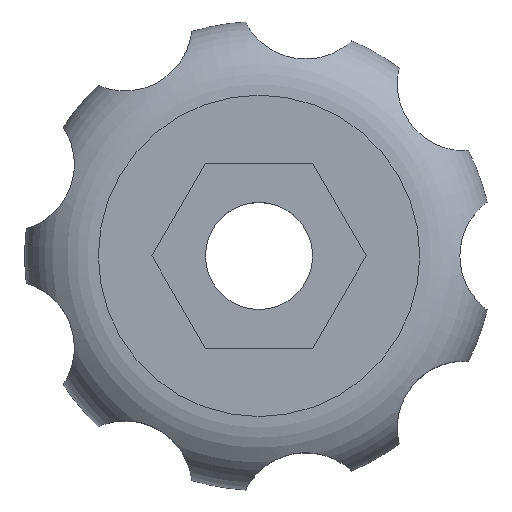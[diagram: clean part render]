
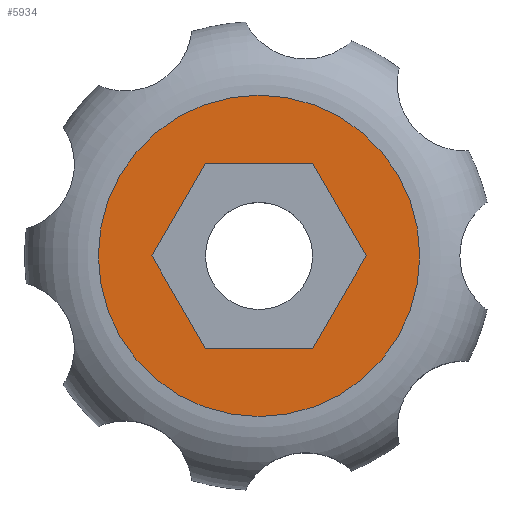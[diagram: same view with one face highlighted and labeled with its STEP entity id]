
A CAD part, top view. The second image highlights one B-rep face of the part: STEP entity #5934.
In plain terms, the highlighted planar face has unit normal (0, 0, 1).
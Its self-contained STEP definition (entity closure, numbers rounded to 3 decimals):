
#100 = TOROIDAL_SURFACE('',#101,4.8,2.2);
#101 = AXIS2_PLACEMENT_3D('',#102,#103,#104);
#102 = CARTESIAN_POINT('',(0.,0.,30.3));
#103 = DIRECTION('',(0.,0.,1.));
#104 = DIRECTION('',(1.,0.,0.));
#3261 = VERTEX_POINT('',#3262);
#3262 = CARTESIAN_POINT('',(4.8,0.,32.5));
#3282 = EDGE_CURVE('',#3261,#3261,#3283,.T.);
#3283 = SURFACE_CURVE('',#3284,(#3289,#3296),.PCURVE_S1.);
#3284 = CIRCLE('',#3285,4.8);
#3285 = AXIS2_PLACEMENT_3D('',#3286,#3287,#3288);
#3286 = CARTESIAN_POINT('',(0.,0.,32.5));
#3287 = DIRECTION('',(0.,0.,1.));
#3288 = DIRECTION('',(1.,0.,0.));
#3289 = PCURVE('',#100,#3290);
#3290 = DEFINITIONAL_REPRESENTATION('',(#3291),#3295);
#3291 = LINE('',#3292,#3293);
#3292 = CARTESIAN_POINT('',(0.,1.571));
#3293 = VECTOR('',#3294,1.);
#3294 = DIRECTION('',(1.,0.));
#3295 = ( GEOMETRIC_REPRESENTATION_CONTEXT(2) 
PARAMETRIC_REPRESENTATION_CONTEXT() REPRESENTATION_CONTEXT('2D SPACE',''
  ) );
#3296 = PCURVE('',#3297,#3302);
#3297 = PLANE('',#3298);
#3298 = AXIS2_PLACEMENT_3D('',#3299,#3300,#3301);
#3299 = CARTESIAN_POINT('',(0.,0.,32.5));
#3300 = DIRECTION('',(0.,0.,1.));
#3301 = DIRECTION('',(1.,0.,0.));
#3302 = DEFINITIONAL_REPRESENTATION('',(#3303),#3307);
#3303 = CIRCLE('',#3304,4.8);
#3304 = AXIS2_PLACEMENT_2D('',#3305,#3306);
#3305 = CARTESIAN_POINT('',(0.,0.));
#3306 = DIRECTION('',(1.,0.));
#3307 = ( GEOMETRIC_REPRESENTATION_CONTEXT(2) 
PARAMETRIC_REPRESENTATION_CONTEXT() REPRESENTATION_CONTEXT('2D SPACE',''
  ) );
#5934 = ADVANCED_FACE('',(#5935,#5938),#3297,.T.);
#5935 = FACE_BOUND('',#5936,.T.);
#5936 = EDGE_LOOP('',(#5937));
#5937 = ORIENTED_EDGE('',*,*,#3282,.T.);
#5938 = FACE_BOUND('',#5939,.T.);
#5939 = EDGE_LOOP('',(#5940,#5968,#5994,#6020,#6046,#6072));
#5940 = ORIENTED_EDGE('',*,*,#5941,.T.);
#5941 = EDGE_CURVE('',#5942,#5944,#5946,.T.);
#5942 = VERTEX_POINT('',#5943);
#5943 = CARTESIAN_POINT('',(-1.6,2.771,32.5));
#5944 = VERTEX_POINT('',#5945);
#5945 = CARTESIAN_POINT('',(1.6,2.771,32.5));
#5946 = SURFACE_CURVE('',#5947,(#5951,#5957),.PCURVE_S1.);
#5947 = LINE('',#5948,#5949);
#5948 = CARTESIAN_POINT('',(0.8,2.771,32.5));
#5949 = VECTOR('',#5950,1.);
#5950 = DIRECTION('',(1.,0.,0.));
#5951 = PCURVE('',#3297,#5952);
#5952 = DEFINITIONAL_REPRESENTATION('',(#5953),#5956);
#5953 = B_SPLINE_CURVE_WITH_KNOTS('',1,(#5954,#5955),.UNSPECIFIED.,.F.,
  .F.,(2,2),(-2.72,1.12),.PIECEWISE_BEZIER_KNOTS.);
#5954 = CARTESIAN_POINT('',(-1.92,2.771));
#5955 = CARTESIAN_POINT('',(1.92,2.771));
#5956 = ( GEOMETRIC_REPRESENTATION_CONTEXT(2) 
PARAMETRIC_REPRESENTATION_CONTEXT() REPRESENTATION_CONTEXT('2D SPACE',''
  ) );
#5957 = PCURVE('',#5958,#5963);
#5958 = PLANE('',#5959);
#5959 = AXIS2_PLACEMENT_3D('',#5960,#5961,#5962);
#5960 = CARTESIAN_POINT('',(1.6,2.771,31.));
#5961 = DIRECTION('',(0.,-1.,0.));
#5962 = DIRECTION('',(-1.,0.,0.));
#5963 = DEFINITIONAL_REPRESENTATION('',(#5964),#5967);
#5964 = B_SPLINE_CURVE_WITH_KNOTS('',1,(#5965,#5966),.UNSPECIFIED.,.F.,
  .F.,(2,2),(-2.72,1.12),.PIECEWISE_BEZIER_KNOTS.);
#5965 = CARTESIAN_POINT('',(3.52,-1.5));
#5966 = CARTESIAN_POINT('',(-0.32,-1.5));
#5967 = ( GEOMETRIC_REPRESENTATION_CONTEXT(2) 
PARAMETRIC_REPRESENTATION_CONTEXT() REPRESENTATION_CONTEXT('2D SPACE',''
  ) );
#5968 = ORIENTED_EDGE('',*,*,#5969,.T.);
#5969 = EDGE_CURVE('',#5944,#5970,#5972,.T.);
#5970 = VERTEX_POINT('',#5971);
#5971 = CARTESIAN_POINT('',(3.2,0.,32.5));
#5972 = SURFACE_CURVE('',#5973,(#5977,#5983),.PCURVE_S1.);
#5973 = LINE('',#5974,#5975);
#5974 = CARTESIAN_POINT('',(2.8,0.693,32.5));
#5975 = VECTOR('',#5976,1.);
#5976 = DIRECTION('',(0.5,-0.866,0.));
#5977 = PCURVE('',#3297,#5978);
#5978 = DEFINITIONAL_REPRESENTATION('',(#5979),#5982);
#5979 = B_SPLINE_CURVE_WITH_KNOTS('',1,(#5980,#5981),.UNSPECIFIED.,.F.,
  .F.,(2,2),(-2.72,1.12),.PIECEWISE_BEZIER_KNOTS.);
#5980 = CARTESIAN_POINT('',(1.44,3.048));
#5981 = CARTESIAN_POINT('',(3.36,-0.277));
#5982 = ( GEOMETRIC_REPRESENTATION_CONTEXT(2) 
PARAMETRIC_REPRESENTATION_CONTEXT() REPRESENTATION_CONTEXT('2D SPACE',''
  ) );
#5983 = PCURVE('',#5984,#5989);
#5984 = PLANE('',#5985);
#5985 = AXIS2_PLACEMENT_3D('',#5986,#5987,#5988);
#5986 = CARTESIAN_POINT('',(3.2,0.,31.));
#5987 = DIRECTION('',(-0.866,-0.5,0.));
#5988 = DIRECTION('',(-0.5,0.866,0.));
#5989 = DEFINITIONAL_REPRESENTATION('',(#5990),#5993);
#5990 = B_SPLINE_CURVE_WITH_KNOTS('',1,(#5991,#5992),.UNSPECIFIED.,.F.,
  .F.,(2,2),(-2.72,1.12),.PIECEWISE_BEZIER_KNOTS.);
#5991 = CARTESIAN_POINT('',(3.52,-1.5));
#5992 = CARTESIAN_POINT('',(-0.32,-1.5));
#5993 = ( GEOMETRIC_REPRESENTATION_CONTEXT(2) 
PARAMETRIC_REPRESENTATION_CONTEXT() REPRESENTATION_CONTEXT('2D SPACE',''
  ) );
#5994 = ORIENTED_EDGE('',*,*,#5995,.T.);
#5995 = EDGE_CURVE('',#5970,#5996,#5998,.T.);
#5996 = VERTEX_POINT('',#5997);
#5997 = CARTESIAN_POINT('',(1.6,-2.771,32.5));
#5998 = SURFACE_CURVE('',#5999,(#6003,#6009),.PCURVE_S1.);
#5999 = LINE('',#6000,#6001);
#6000 = CARTESIAN_POINT('',(2.,-2.078,32.5));
#6001 = VECTOR('',#6002,1.);
#6002 = DIRECTION('',(-0.5,-0.866,0.));
#6003 = PCURVE('',#3297,#6004);
#6004 = DEFINITIONAL_REPRESENTATION('',(#6005),#6008);
#6005 = B_SPLINE_CURVE_WITH_KNOTS('',1,(#6006,#6007),.UNSPECIFIED.,.F.,
  .F.,(2,2),(-2.72,1.12),.PIECEWISE_BEZIER_KNOTS.);
#6006 = CARTESIAN_POINT('',(3.36,0.277));
#6007 = CARTESIAN_POINT('',(1.44,-3.048));
#6008 = ( GEOMETRIC_REPRESENTATION_CONTEXT(2) 
PARAMETRIC_REPRESENTATION_CONTEXT() REPRESENTATION_CONTEXT('2D SPACE',''
  ) );
#6009 = PCURVE('',#6010,#6015);
#6010 = PLANE('',#6011);
#6011 = AXIS2_PLACEMENT_3D('',#6012,#6013,#6014);
#6012 = CARTESIAN_POINT('',(1.6,-2.771,31.));
#6013 = DIRECTION('',(-0.866,0.5,0.));
#6014 = DIRECTION('',(0.5,0.866,0.));
#6015 = DEFINITIONAL_REPRESENTATION('',(#6016),#6019);
#6016 = B_SPLINE_CURVE_WITH_KNOTS('',1,(#6017,#6018),.UNSPECIFIED.,.F.,
  .F.,(2,2),(-2.72,1.12),.PIECEWISE_BEZIER_KNOTS.);
#6017 = CARTESIAN_POINT('',(3.52,-1.5));
#6018 = CARTESIAN_POINT('',(-0.32,-1.5));
#6019 = ( GEOMETRIC_REPRESENTATION_CONTEXT(2) 
PARAMETRIC_REPRESENTATION_CONTEXT() REPRESENTATION_CONTEXT('2D SPACE',''
  ) );
#6020 = ORIENTED_EDGE('',*,*,#6021,.T.);
#6021 = EDGE_CURVE('',#5996,#6022,#6024,.T.);
#6022 = VERTEX_POINT('',#6023);
#6023 = CARTESIAN_POINT('',(-1.6,-2.771,32.5));
#6024 = SURFACE_CURVE('',#6025,(#6029,#6035),.PCURVE_S1.);
#6025 = LINE('',#6026,#6027);
#6026 = CARTESIAN_POINT('',(-0.8,-2.771,32.5));
#6027 = VECTOR('',#6028,1.);
#6028 = DIRECTION('',(-1.,0.,0.));
#6029 = PCURVE('',#3297,#6030);
#6030 = DEFINITIONAL_REPRESENTATION('',(#6031),#6034);
#6031 = B_SPLINE_CURVE_WITH_KNOTS('',1,(#6032,#6033),.UNSPECIFIED.,.F.,
  .F.,(2,2),(-2.72,1.12),.PIECEWISE_BEZIER_KNOTS.);
#6032 = CARTESIAN_POINT('',(1.92,-2.771));
#6033 = CARTESIAN_POINT('',(-1.92,-2.771));
#6034 = ( GEOMETRIC_REPRESENTATION_CONTEXT(2) 
PARAMETRIC_REPRESENTATION_CONTEXT() REPRESENTATION_CONTEXT('2D SPACE',''
  ) );
#6035 = PCURVE('',#6036,#6041);
#6036 = PLANE('',#6037);
#6037 = AXIS2_PLACEMENT_3D('',#6038,#6039,#6040);
#6038 = CARTESIAN_POINT('',(-1.6,-2.771,31.));
#6039 = DIRECTION('',(0.,1.,0.));
#6040 = DIRECTION('',(1.,0.,0.));
#6041 = DEFINITIONAL_REPRESENTATION('',(#6042),#6045);
#6042 = B_SPLINE_CURVE_WITH_KNOTS('',1,(#6043,#6044),.UNSPECIFIED.,.F.,
  .F.,(2,2),(-2.72,1.12),.PIECEWISE_BEZIER_KNOTS.);
#6043 = CARTESIAN_POINT('',(3.52,-1.5));
#6044 = CARTESIAN_POINT('',(-0.32,-1.5));
#6045 = ( GEOMETRIC_REPRESENTATION_CONTEXT(2) 
PARAMETRIC_REPRESENTATION_CONTEXT() REPRESENTATION_CONTEXT('2D SPACE',''
  ) );
#6046 = ORIENTED_EDGE('',*,*,#6047,.T.);
#6047 = EDGE_CURVE('',#6022,#6048,#6050,.T.);
#6048 = VERTEX_POINT('',#6049);
#6049 = CARTESIAN_POINT('',(-3.2,0.,32.5));
#6050 = SURFACE_CURVE('',#6051,(#6055,#6061),.PCURVE_S1.);
#6051 = LINE('',#6052,#6053);
#6052 = CARTESIAN_POINT('',(-2.8,-0.693,32.5));
#6053 = VECTOR('',#6054,1.);
#6054 = DIRECTION('',(-0.5,0.866,0.));
#6055 = PCURVE('',#3297,#6056);
#6056 = DEFINITIONAL_REPRESENTATION('',(#6057),#6060);
#6057 = B_SPLINE_CURVE_WITH_KNOTS('',1,(#6058,#6059),.UNSPECIFIED.,.F.,
  .F.,(2,2),(-2.72,1.12),.PIECEWISE_BEZIER_KNOTS.);
#6058 = CARTESIAN_POINT('',(-1.44,-3.048));
#6059 = CARTESIAN_POINT('',(-3.36,0.277));
#6060 = ( GEOMETRIC_REPRESENTATION_CONTEXT(2) 
PARAMETRIC_REPRESENTATION_CONTEXT() REPRESENTATION_CONTEXT('2D SPACE',''
  ) );
#6061 = PCURVE('',#6062,#6067);
#6062 = PLANE('',#6063);
#6063 = AXIS2_PLACEMENT_3D('',#6064,#6065,#6066);
#6064 = CARTESIAN_POINT('',(-3.2,0.,31.));
#6065 = DIRECTION('',(0.866,0.5,0.));
#6066 = DIRECTION('',(0.5,-0.866,0.));
#6067 = DEFINITIONAL_REPRESENTATION('',(#6068),#6071);
#6068 = B_SPLINE_CURVE_WITH_KNOTS('',1,(#6069,#6070),.UNSPECIFIED.,.F.,
  .F.,(2,2),(-2.72,1.12),.PIECEWISE_BEZIER_KNOTS.);
#6069 = CARTESIAN_POINT('',(3.52,-1.5));
#6070 = CARTESIAN_POINT('',(-0.32,-1.5));
#6071 = ( GEOMETRIC_REPRESENTATION_CONTEXT(2) 
PARAMETRIC_REPRESENTATION_CONTEXT() REPRESENTATION_CONTEXT('2D SPACE',''
  ) );
#6072 = ORIENTED_EDGE('',*,*,#6073,.T.);
#6073 = EDGE_CURVE('',#6048,#5942,#6074,.T.);
#6074 = SURFACE_CURVE('',#6075,(#6079,#6085),.PCURVE_S1.);
#6075 = LINE('',#6076,#6077);
#6076 = CARTESIAN_POINT('',(-2.,2.078,32.5));
#6077 = VECTOR('',#6078,1.);
#6078 = DIRECTION('',(0.5,0.866,0.));
#6079 = PCURVE('',#3297,#6080);
#6080 = DEFINITIONAL_REPRESENTATION('',(#6081),#6084);
#6081 = B_SPLINE_CURVE_WITH_KNOTS('',1,(#6082,#6083),.UNSPECIFIED.,.F.,
  .F.,(2,2),(-2.72,1.12),.PIECEWISE_BEZIER_KNOTS.);
#6082 = CARTESIAN_POINT('',(-3.36,-0.277));
#6083 = CARTESIAN_POINT('',(-1.44,3.048));
#6084 = ( GEOMETRIC_REPRESENTATION_CONTEXT(2) 
PARAMETRIC_REPRESENTATION_CONTEXT() REPRESENTATION_CONTEXT('2D SPACE',''
  ) );
#6085 = PCURVE('',#6086,#6091);
#6086 = PLANE('',#6087);
#6087 = AXIS2_PLACEMENT_3D('',#6088,#6089,#6090);
#6088 = CARTESIAN_POINT('',(-1.6,2.771,31.));
#6089 = DIRECTION('',(0.866,-0.5,0.));
#6090 = DIRECTION('',(-0.5,-0.866,0.));
#6091 = DEFINITIONAL_REPRESENTATION('',(#6092),#6095);
#6092 = B_SPLINE_CURVE_WITH_KNOTS('',1,(#6093,#6094),.UNSPECIFIED.,.F.,
  .F.,(2,2),(-2.72,1.12),.PIECEWISE_BEZIER_KNOTS.);
#6093 = CARTESIAN_POINT('',(3.52,-1.5));
#6094 = CARTESIAN_POINT('',(-0.32,-1.5));
#6095 = ( GEOMETRIC_REPRESENTATION_CONTEXT(2) 
PARAMETRIC_REPRESENTATION_CONTEXT() REPRESENTATION_CONTEXT('2D SPACE',''
  ) );
